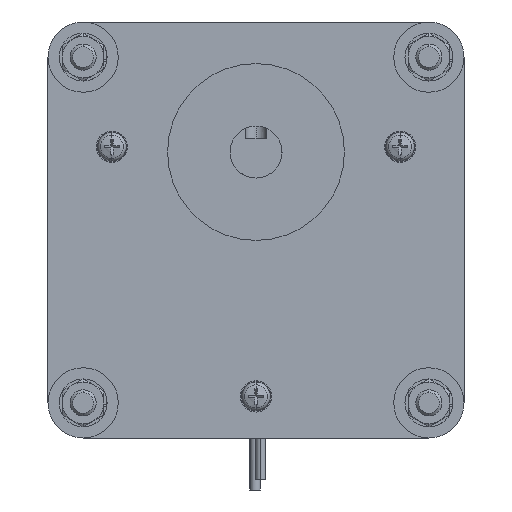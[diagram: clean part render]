
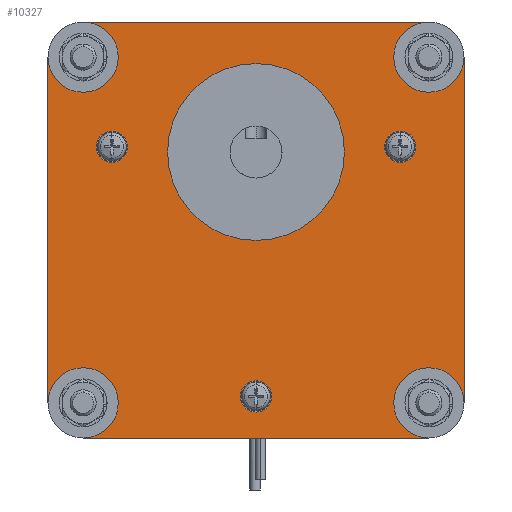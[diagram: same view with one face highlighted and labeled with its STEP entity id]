
A CAD part, left-side view. The second image highlights one B-rep face of the part: STEP entity #10327.
In plain terms, the highlighted planar face has unit normal (-1, 0, 0).
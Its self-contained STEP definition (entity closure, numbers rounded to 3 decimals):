
#9827=CARTESIAN_POINT('POINT8942',(0.5,
   25.115,-0.5));
#9828=VERTEX_POINT('VERTEX8942',#9827);
#9835=CARTESIAN_POINT('POINT8943',(0.5,
   30.311,2.5));
#9836=VERTEX_POINT('VERTEX8943',#9835);
#9837=CARTESIAN_POINT('POS12308',(0.5,
   27.713,1.));
#9838=DIRECTION('DIR19092',(1.,0.,
   0.));
#9839=DIRECTION('DIR19093',(0.,-0.866
   ,-0.5));
#9840=AXIS2_PLACEMENT_3D('AXIS6785',#9837,#9838,#9839);
#9841=CIRCLE('ELLIPSE3297',#9840,3.);
#9842=EDGE_CURVE('EDGE14667',#9836,#9828,#9841,.T.);
#9862=EDGE_CURVE('EDGE14669',#9828,#9836,#9841,.T.);
#9867=CARTESIAN_POINT('POINT8944',(0.5,
   -25.115,-0.5));
#9868=VERTEX_POINT('VERTEX8944',#9867);
#9875=CARTESIAN_POINT('POINT8945',(0.5,
   -30.311,2.5));
#9876=VERTEX_POINT('VERTEX8945',#9875);
#9877=CARTESIAN_POINT('POS12312',(0.5,
   -27.713,1.));
#9878=DIRECTION('DIR19098',(1.,0.,
   0.));
#9879=DIRECTION('DIR19099',(0.,0.866,
   -0.5));
#9880=AXIS2_PLACEMENT_3D('AXIS6787',#9877,#9878,#9879);
#9881=CIRCLE('ELLIPSE3298',#9880,3.);
#9882=EDGE_CURVE('EDGE14671',#9876,#9868,#9881,.T.);
#9902=EDGE_CURVE('EDGE14673',#9868,#9876,#9881,.T.);
#9907=CARTESIAN_POINT('POINT8946',(0.5,0.,
   -44.));
#9908=VERTEX_POINT('VERTEX8946',#9907);
#9915=CARTESIAN_POINT('POINT8947',(0.5,
   0.,-50.));
#9916=VERTEX_POINT('VERTEX8947',#9915);
#9917=CARTESIAN_POINT('POS12316',(0.5,0.,
   -47.));
#9918=DIRECTION('DIR19104',(1.,0.,0.));
#9919=DIRECTION('DIR19105',(0.,0.,1.));
#9920=AXIS2_PLACEMENT_3D('AXIS6789',#9917,#9918,#9919);
#9921=CIRCLE('ELLIPSE3299',#9920,3.);
#9922=EDGE_CURVE('EDGE14675',#9916,#9908,#9921,.T.);
#9942=EDGE_CURVE('EDGE14677',#9908,#9916,#9921,.T.);
#9948=CARTESIAN_POINT('POINT8948',(0.5,40.,
   -48.25));
#9949=VERTEX_POINT('VERTEX8948',#9948);
#9956=CARTESIAN_POINT('POINT8949',(0.5,40.,
   18.25));
#9957=VERTEX_POINT('VERTEX8949',#9956);
#9958=CARTESIAN_POINT('POS12320',(0.5,40.,
   18.25));
#9959=DIRECTION('DIR19110',(0.,0.,-1.));
#9960=VECTOR('VEC5530',#9959,1.);
#9961=LINE('STRAIGHT5530',#9958,#9960);
#9962=EDGE_CURVE('EDGE14679',#9957,#9949,#9961,.T.);
#9978=CARTESIAN_POINT('POINT8950',(0.5,33.25,
   25.));
#9979=VERTEX_POINT('VERTEX8950',#9978);
#9994=CARTESIAN_POINT('POINT8951',(0.5,33.25,
   11.5));
#9995=VERTEX_POINT('VERTEX8951',#9994);
#9996=CARTESIAN_POINT('POS12325',(0.5,33.25,
   18.25));
#9997=DIRECTION('DIR19116',(1.,0.,0.));
#9998=DIRECTION('DIR19117',(0.,0.,-1.));
#9999=AXIS2_PLACEMENT_3D('AXIS6792',#9996,#9997,#9998);
#10000=CIRCLE('ELLIPSE3300',#9999,6.75);
#10001=EDGE_CURVE('EDGE14683',#9995,#9957,#10000,.T.);
#10021=EDGE_CURVE('EDGE14685',#9979,#9995,#10000,.T.);
#10028=CARTESIAN_POINT('POINT8952',(0.5,-33.25,
   25.));
#10029=VERTEX_POINT('VERTEX8952',#10028);
#10030=CARTESIAN_POINT('POS12328',(0.5,-33.25,
   25.));
#10031=DIRECTION('DIR19121',(0.,1.,0.));
#10032=VECTOR('VEC5535',#10031,1.);
#10033=LINE('STRAIGHT5535',#10030,#10032);
#10034=EDGE_CURVE('EDGE14686',#10029,#9979,#10033,.T.);
#10050=CARTESIAN_POINT('POINT8953',(0.5,-40.,
   18.25));
#10051=VERTEX_POINT('VERTEX8953',#10050);
#10066=CARTESIAN_POINT('POINT8954',(0.5,-26.5,
   18.25));
#10067=VERTEX_POINT('VERTEX8954',#10066);
#10068=CARTESIAN_POINT('POS12333',(0.5,-33.25,
   18.25));
#10069=DIRECTION('DIR19127',(1.,0.,0.));
#10070=DIRECTION('DIR19128',(0.,0.,-1.));
#10071=AXIS2_PLACEMENT_3D('AXIS6795',#10068,#10069,#10070);
#10072=CIRCLE('ELLIPSE3301',#10071,6.75);
#10073=EDGE_CURVE('EDGE14690',#10067,#10029,#10072,.T.);
#10094=EDGE_CURVE('EDGE14692',#10051,#10067,#10072,.T.);
#10101=CARTESIAN_POINT('POINT8955',(0.5,-40.,
   -48.25));
#10102=VERTEX_POINT('VERTEX8955',#10101);
#10103=CARTESIAN_POINT('POS12336',(0.5,-40.,-15.));
#10104=DIRECTION('DIR19132',(0.,0.,1.));
#10105=VECTOR('VEC5540',#10104,1.);
#10106=LINE('STRAIGHT5540',#10103,#10105);
#10107=EDGE_CURVE('EDGE14693',#10102,#10051,#10106,.T.);
#10123=CARTESIAN_POINT('POINT8956',(0.5,-33.25,
   -55.));
#10124=VERTEX_POINT('VERTEX8956',#10123);
#10139=CARTESIAN_POINT('POINT8957',(0.5,-33.25,
   -41.5));
#10140=VERTEX_POINT('VERTEX8957',#10139);
#10141=CARTESIAN_POINT('POS12341',(0.5,-33.25,
   -48.25));
#10142=DIRECTION('DIR19138',(1.,0.,0.));
#10143=DIRECTION('DIR19139',(0.,0.,-1.));
#10144=AXIS2_PLACEMENT_3D('AXIS6798',#10141,#10142,#10143);
#10145=CIRCLE('ELLIPSE3302',#10144,6.75);
#10146=EDGE_CURVE('EDGE14697',#10140,#10102,#10145,.T.);
#10166=EDGE_CURVE('EDGE14699',#10124,#10140,#10145,.T.);
#10173=CARTESIAN_POINT('POINT8958',(0.5,33.25,
   -55.));
#10174=VERTEX_POINT('VERTEX8958',#10173);
#10175=CARTESIAN_POINT('POS12344',(0.5,33.25,
   -55.));
#10176=DIRECTION('DIR19143',(0.,-1.,0.));
#10177=VECTOR('VEC5545',#10176,1.);
#10178=LINE('STRAIGHT5545',#10175,#10177);
#10179=EDGE_CURVE('EDGE14700',#10174,#10124,#10178,.T.);
#10204=CARTESIAN_POINT('POINT8959',(0.5,26.5,
   -48.25));
#10205=VERTEX_POINT('VERTEX8959',#10204);
#10206=CARTESIAN_POINT('POS12348',(0.5,33.25,
   -48.25));
#10207=DIRECTION('DIR19148',(1.,0.,0.));
#10208=DIRECTION('DIR19149',(0.,0.,-1.));
#10209=AXIS2_PLACEMENT_3D('AXIS6801',#10206,#10207,#10208);
#10210=CIRCLE('ELLIPSE3303',#10209,6.75);
#10211=EDGE_CURVE('EDGE14703',#10205,#10174,#10210,.T.);
#10232=EDGE_CURVE('EDGE14705',#9949,#10205,#10210,.T.);
#10281=ORIENTED_EDGE('COEDGE29495',*,*,#10232,.T.);
#10282=ORIENTED_EDGE('COEDGE29496',*,*,#10211,.T.);
#10283=ORIENTED_EDGE('COEDGE29497',*,*,#10179,.T.);
#10284=ORIENTED_EDGE('COEDGE29498',*,*,#10166,.T.);
#10285=ORIENTED_EDGE('COEDGE29499',*,*,#10146,.T.);
#10286=ORIENTED_EDGE('COEDGE29500',*,*,#10107,.T.);
#10287=ORIENTED_EDGE('COEDGE29501',*,*,#10094,.T.);
#10288=ORIENTED_EDGE('COEDGE29502',*,*,#10073,.T.);
#10289=ORIENTED_EDGE('COEDGE29503',*,*,#10034,.T.);
#10290=ORIENTED_EDGE('COEDGE29504',*,*,#10021,.T.);
#10291=ORIENTED_EDGE('COEDGE29505',*,*,#10001,.T.);
#10292=ORIENTED_EDGE('COEDGE29506',*,*,#9962,.T.);
#10293=EDGE_LOOP('NONE',(#10281,#10282,#10283,#10284,#10285,#10286,
   #10287,#10288,#10289,#10290,#10291,#10292));
#10294=FACE_BOUND('LOOP1',#10293,.T.);
#10295=ORIENTED_EDGE('COEDGE29507',*,*,#9942,.T.);
#10296=ORIENTED_EDGE('COEDGE29508',*,*,#9922,.T.);
#10297=EDGE_LOOP('NONE',(#10295,#10296));
#10298=FACE_BOUND('LOOP1',#10297,.T.);
#10299=ORIENTED_EDGE('COEDGE29509',*,*,#9902,.T.);
#10300=ORIENTED_EDGE('COEDGE29510',*,*,#9882,.T.);
#10301=EDGE_LOOP('NONE',(#10299,#10300));
#10302=FACE_BOUND('LOOP1',#10301,.T.);
#10303=ORIENTED_EDGE('COEDGE29511',*,*,#9862,.T.);
#10304=ORIENTED_EDGE('COEDGE29512',*,*,#9842,.T.);
#10305=EDGE_LOOP('NONE',(#10303,#10304));
#10306=FACE_BOUND('LOOP1',#10305,.T.);
#10307=CARTESIAN_POINT('POINT8962',(0.5,0.,
   -17.));
#10308=VERTEX_POINT('VERTEX8962',#10307);
#10309=CARTESIAN_POINT('POINT8963',(0.5,
   0.,17.));
#10310=VERTEX_POINT('VERTEX8963',#10309);
#10311=CARTESIAN_POINT('POS12355',(0.5,0.,
   0.));
#10312=DIRECTION('DIR19159',(-1.,0.,0.))
   ;
#10313=DIRECTION('DIR19160',(0.,0.,1.));
#10314=AXIS2_PLACEMENT_3D('AXIS6805',#10311,#10312,#10313);
#10315=CIRCLE('ELLIPSE3305',#10314,17.);
#10316=EDGE_CURVE('EDGE14710',#10308,#10310,#10315,.T.);
#10317=ORIENTED_EDGE('COEDGE29513',*,*,#10316,.F.);
#10318=EDGE_CURVE('EDGE14711',#10310,#10308,#10315,.T.);
#10319=ORIENTED_EDGE('COEDGE29514',*,*,#10318,.F.);
#10320=EDGE_LOOP('NONE',(#10317,#10319));
#10321=FACE_BOUND('LOOP1',#10320,.T.);
#10322=CARTESIAN_POINT('POS12356',(0.5,0.,
   -15.));
#10323=DIRECTION('DIR19161',(1.,0.,0.));
#10324=DIRECTION('DIR19162',(0.,1.,0.));
#10325=AXIS2_PLACEMENT_3D('AXIS6806',#10322,#10323,#10324);
#10326=PLANE('PLANE2047',#10325);
#10327=ADVANCED_FACE('FACE6406',(#10294,#10298,#10302,#10306,#10321),
   #10326,.F.);
